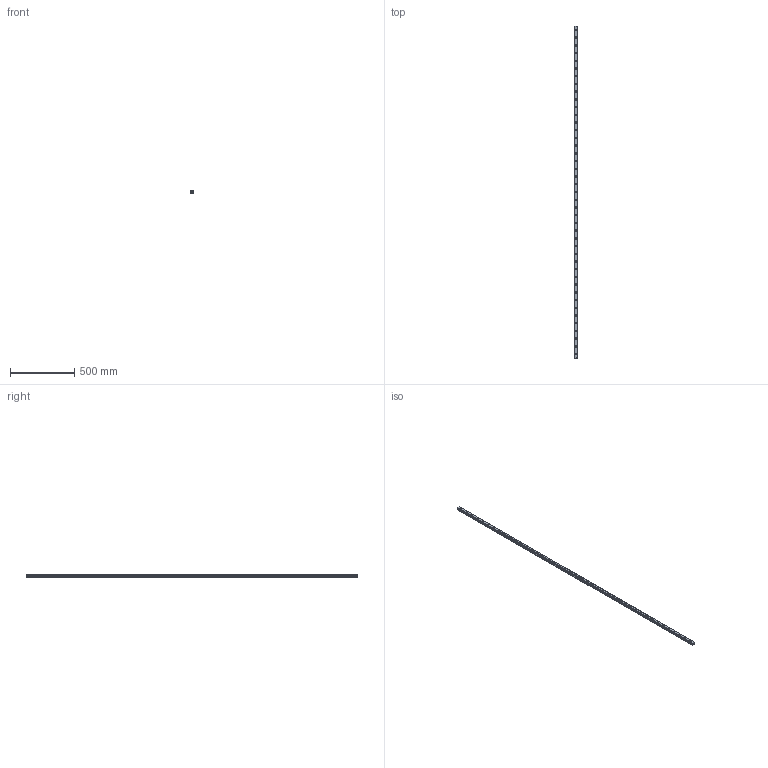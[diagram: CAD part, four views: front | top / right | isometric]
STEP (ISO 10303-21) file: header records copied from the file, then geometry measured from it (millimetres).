
FILE_DESCRIPTION(('STEP AP214'),'1');
FILE_NAME('cctmp_600A6576-537A-4D72-B868-FF9D122B40FD_2020_5_28_14_50_58_458..stp','2020-05-28T12:50:58',('HIWIN GmbH'),('CADClick - www.CADClick.com'),'Spatial InterOp 3D',' ','unknown authorization');
FILE_SCHEMA(('AUTOMOTIVE_DESIGN'));
Length unit declared in the file: millimetre
Products named in the file (1): HGR25R2580H_FILE
Bounding box: 23 x 2580 x 22 mm (x, y, z)
Volume: 1072598.6 mm3; surface area: 265141.6 mm2
Topology: 1 solids, 1 shells, 627 faces, 1605 edges, 1070 vertices
Faces by surface type: plane 347, cylinder 280
Entity records: 24523 total; most frequent: DIRECTION 3765, CARTESIAN_POINT 3303, ORIENTED_EDGE 3210, EDGE_CURVE 1605, AXIS2_PLACEMENT_3D 1532, VERTEX_POINT 1070, CIRCLE 732, EDGE_LOOP 717
